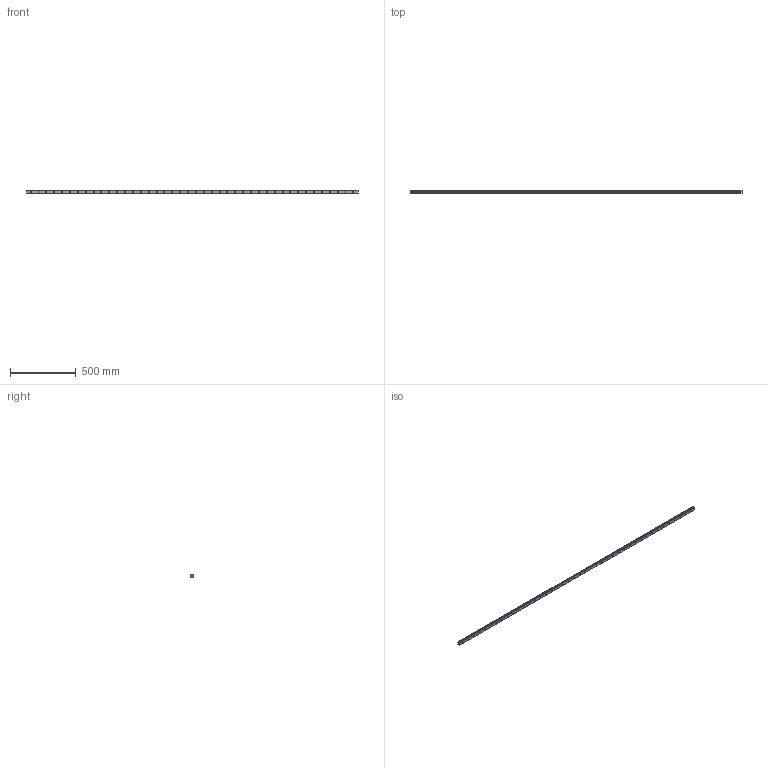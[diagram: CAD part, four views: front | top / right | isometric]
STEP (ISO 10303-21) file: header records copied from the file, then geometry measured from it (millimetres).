
FILE_DESCRIPTION (( 'STEP AP214' ), '1' );
FILE_NAME ('SHS25C1SS-2530L_G35_0_B-M6F_1219_0_0_0_1.STEP', '2021-06-18T14:13:30', ( '' ), ( '' ), 'SwSTEP 2.0', 'SolidWorks 2021', '' );
FILE_SCHEMA (( 'AUTOMOTIVE_DESIGN' ));
Length unit declared in the file: millimetre
Products named in the file (2): SHS25C1SS-2530L_G35_0_B-M6F_1219_0_0_0_1; _SHS25C253035 Track
Assembly tree (1 placements, depth 2):
  SHS25C1SS-2530L_G35_0_B-M6F_1219_0_0_0_1
    _SHS25C253035 Track
Bounding box: 2530 x 20 x 23 mm (x, y, z)
Volume: 981369.7 mm3; surface area: 241120.3 mm2
Topology: 1 solids, 1 shells, 252 faces, 624 edges, 416 vertices
Faces by surface type: cylinder 194, plane 58
Entity records: 7930 total; most frequent: DIRECTION 1524, CARTESIAN_POINT 1296, ORIENTED_EDGE 1248, AXIS2_PLACEMENT_3D 644, EDGE_CURVE 624, VERTEX_POINT 416, CIRCLE 388, EDGE_LOOP 378
